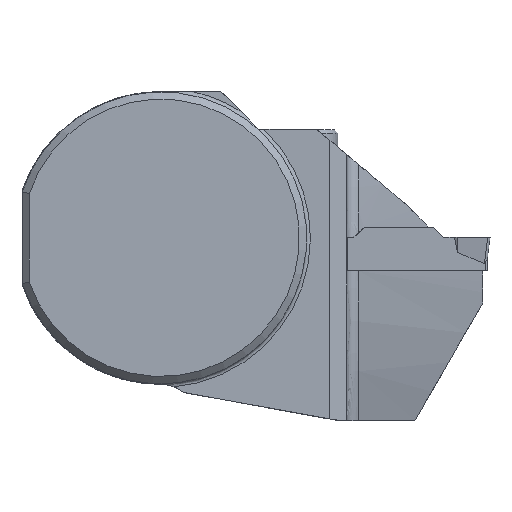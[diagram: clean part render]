
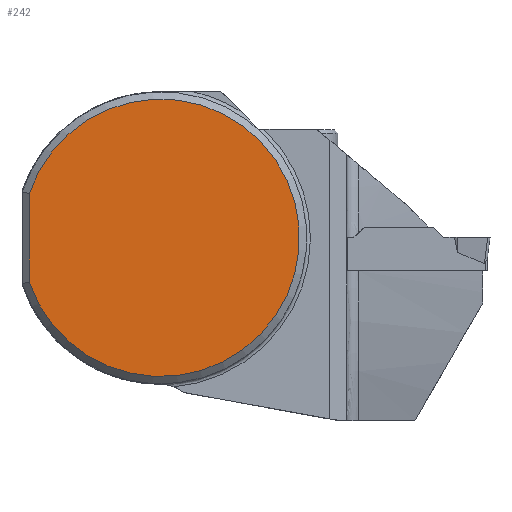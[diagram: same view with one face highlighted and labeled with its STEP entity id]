
A CAD part, top view. The second image highlights one B-rep face of the part: STEP entity #242.
In plain terms, the highlighted planar face has unit normal (0, 0, 1).
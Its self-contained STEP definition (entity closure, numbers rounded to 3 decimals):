
#137=FACE_OUTER_BOUND('',#365,.T.);
#210=CIRCLE('',#1563,19.);
#242=ADVANCED_FACE('',(#137),#312,.F.);
#312=PLANE('',#1564);
#365=EDGE_LOOP('',(#556,#557));
#556=ORIENTED_EDGE('',*,*,#1088,.F.);
#557=ORIENTED_EDGE('',*,*,#1089,.T.);
#946=VERTEX_POINT('',#2232);
#947=VERTEX_POINT('',#2233);
#1088=EDGE_CURVE('',#946,#947,#1261,.T.);
#1089=EDGE_CURVE('',#946,#947,#210,.T.);
#1261=LINE('',#2231,#1378);
#1378=VECTOR('',#1763,1.);
#1563=AXIS2_PLACEMENT_3D('',#2234,#1764,#1765);
#1564=AXIS2_PLACEMENT_3D('',#2235,#1766,#1767);
#1763=DIRECTION('',(0.,1.,0.));
#1764=DIRECTION('',(0.,0.,1.));
#1765=DIRECTION('',(1.,0.,0.));
#1766=DIRECTION('',(0.,0.,-1.));
#1767=DIRECTION('',(1.,0.,0.));
#2231=CARTESIAN_POINT('',(-18.,0.,0.325));
#2232=CARTESIAN_POINT('',(-18.,-6.083,0.325));
#2233=CARTESIAN_POINT('',(-18.,6.083,0.325));
#2234=CARTESIAN_POINT('',(0.,0.,0.325));
#2235=CARTESIAN_POINT('',(0.,0.,0.325));
